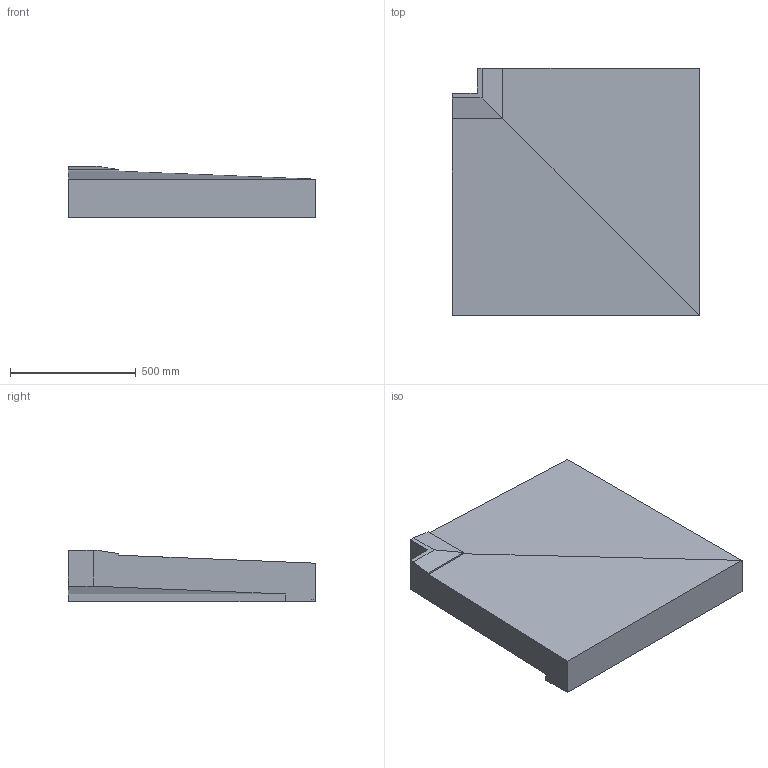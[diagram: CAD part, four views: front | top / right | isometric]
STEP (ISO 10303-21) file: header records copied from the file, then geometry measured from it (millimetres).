
FILE_DESCRIPTION(/* description */ (''),/* implementation_level */ '2;1');
FILE_NAME(/* name */ 'AK - 1.step',/* time_stamp */ '2022-05-08T15:06:41-05:00',/* author */ (''),/* organization */ (''),/* preprocessor_version */ 'ST-DEVELOPER v18.1',/* originating_system */ 'Autodesk Translation Framework v10.14.0.1471',/* authorisation */ '');
FILE_SCHEMA (('AUTOMOTIVE_DESIGN { 1 0 10303 214 3 1 1 }'));
Length unit declared in the file: inch
Products named in the file (1): AK - 1
Bounding box: 981.08 x 981.42 x 203.2 mm (x, y, z)
Volume: 127538172.6 mm3; surface area: 2575956.9 mm2
Topology: 1 solids, 1 shells, 34 faces, 89 edges, 57 vertices
Faces by surface type: plane 34
Entity records: 1052 total; most frequent: CARTESIAN_POINT 181, ORIENTED_EDGE 178, DIRECTION 159, LINE 89, VECTOR 89, EDGE_CURVE 89, VERTEX_POINT 57, AXIS2_PLACEMENT_3D 35
